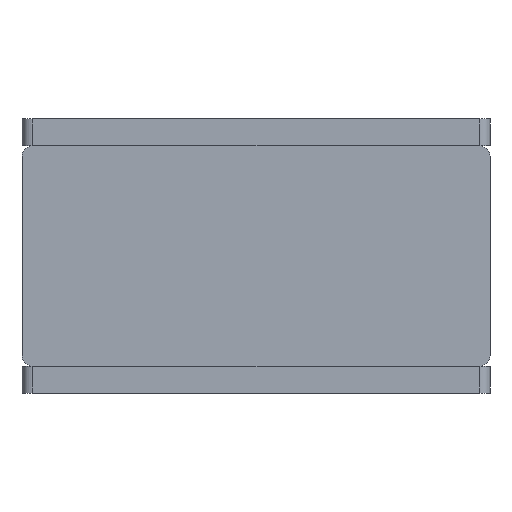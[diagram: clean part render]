
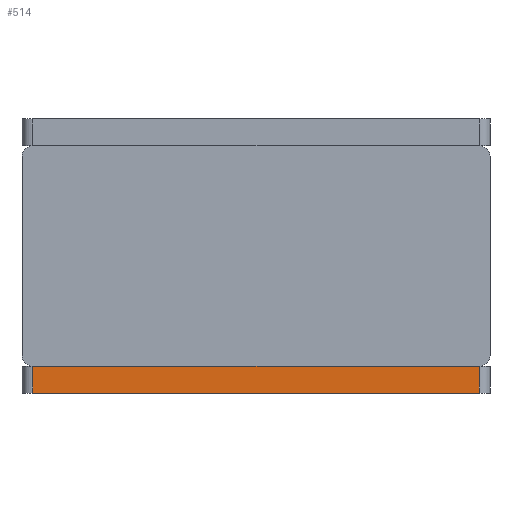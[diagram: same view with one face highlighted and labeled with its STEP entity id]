
A CAD part, left-side view. The second image highlights one B-rep face of the part: STEP entity #514.
In plain terms, the highlighted planar face has unit normal (-1, 0, 0).
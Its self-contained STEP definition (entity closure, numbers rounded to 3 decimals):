
#19 = LINE ( 'NONE', #2184, #37 ) ;
#37 = VECTOR ( 'NONE', #2173, 1000. ) ;
#100 = LINE ( 'NONE', #2072, #1263 ) ;
#157 = LINE ( 'NONE', #797, #676 ) ;
#457 = EDGE_CURVE ( 'NONE', #1912, #1928, #100, .T. ) ;
#467 = DIRECTION ( 'NONE',  ( 0., 0., 1. ) ) ;
#474 = DIRECTION ( 'NONE',  ( 0., 0., 1. ) ) ;
#514 = ADVANCED_FACE ( 'NONE', ( #1377 ), #1186, .T. ) ;
#519 = AXIS2_PLACEMENT_3D ( 'NONE', #627, #2056, #474 ) ;
#627 = CARTESIAN_POINT ( 'NONE',  ( -63.5, -43.5, -5. ) ) ;
#676 = VECTOR ( 'NONE', #467, 1000. ) ;
#740 = CARTESIAN_POINT ( 'NONE',  ( -63.5, 41.5, -5. ) ) ;
#751 = VECTOR ( 'NONE', #2192, 1000. ) ;
#797 = CARTESIAN_POINT ( 'NONE',  ( -63.5, -41.5, -5. ) ) ;
#892 = CARTESIAN_POINT ( 'NONE',  ( -63.5, 41.5, 0. ) ) ;
#982 = EDGE_CURVE ( 'NONE', #1928, #1880, #157, .T. ) ;
#1005 = ORIENTED_EDGE ( 'NONE', *, *, #1905, .T. ) ;
#1131 = ORIENTED_EDGE ( 'NONE', *, *, #457, .T. ) ;
#1186 = PLANE ( 'NONE',  #519 ) ;
#1222 = EDGE_CURVE ( 'NONE', #2282, #1880, #2008, .T. ) ;
#1263 = VECTOR ( 'NONE', #1543, 1000. ) ;
#1275 = ORIENTED_EDGE ( 'NONE', *, *, #982, .T. ) ;
#1377 = FACE_OUTER_BOUND ( 'NONE', #1558, .T. ) ;
#1485 = CARTESIAN_POINT ( 'NONE',  ( -63.5, -43.5, 0. ) ) ;
#1525 = ORIENTED_EDGE ( 'NONE', *, *, #1222, .F. ) ;
#1543 = DIRECTION ( 'NONE',  ( 0., -1., 0. ) ) ;
#1558 = EDGE_LOOP ( 'NONE', ( #1131, #1275, #1525, #1005 ) ) ;
#1631 = CARTESIAN_POINT ( 'NONE',  ( -63.5, -41.5, -5. ) ) ;
#1880 = VERTEX_POINT ( 'NONE', #2290 ) ;
#1905 = EDGE_CURVE ( 'NONE', #2282, #1912, #19, .T. ) ;
#1912 = VERTEX_POINT ( 'NONE', #740 ) ;
#1928 = VERTEX_POINT ( 'NONE', #1631 ) ;
#2008 = LINE ( 'NONE', #1485, #751 ) ;
#2056 = DIRECTION ( 'NONE',  ( -1., 0., 0. ) ) ;
#2072 = CARTESIAN_POINT ( 'NONE',  ( -63.5, -43.5, -5. ) ) ;
#2173 = DIRECTION ( 'NONE',  ( 0., 0., -1. ) ) ;
#2184 = CARTESIAN_POINT ( 'NONE',  ( -63.5, 41.5, -5. ) ) ;
#2192 = DIRECTION ( 'NONE',  ( 0., -1., 0. ) ) ;
#2282 = VERTEX_POINT ( 'NONE', #892 ) ;
#2290 = CARTESIAN_POINT ( 'NONE',  ( -63.5, -41.5, 0. ) ) ;
